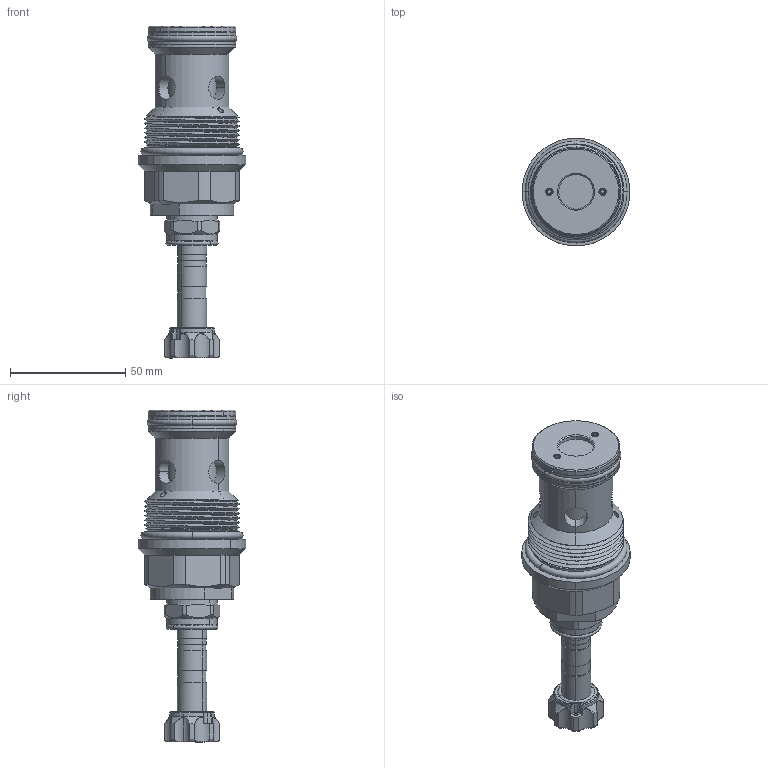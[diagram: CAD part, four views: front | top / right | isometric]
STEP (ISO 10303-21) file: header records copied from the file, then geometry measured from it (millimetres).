
FILE_DESCRIPTION (( 'STEP AP203' ), '1' );
FILE_NAME ('EP42M2A-N95.STEP', '2023-12-11T05:30:52', ( '' ), ( '' ), 'SwSTEP 2.0', 'SolidWorks 2018', '' );
FILE_SCHEMA (( 'CONFIG_CONTROL_DESIGN' ));
Length unit declared in the file: millimetre
Products named in the file (1): EP42M2A-N95
Bounding box: 46.62 x 46.62 x 143.75 mm (x, y, z)
Volume: 102605 mm3; surface area: 21464.8 mm2
Topology: 1 solids, 3 shells, 388 faces, 939 edges, 578 vertices
Faces by surface type: cylinder 164, plane 80, cone 66, bspline 41, torus 37
Entity records: 17102 total; most frequent: CARTESIAN_POINT 8191, ORIENTED_EDGE 1874, DIRECTION 1855, EDGE_CURVE 937, AXIS2_PLACEMENT_3D 768, VERTEX_POINT 578, CIRCLE 420, EDGE_LOOP 413
